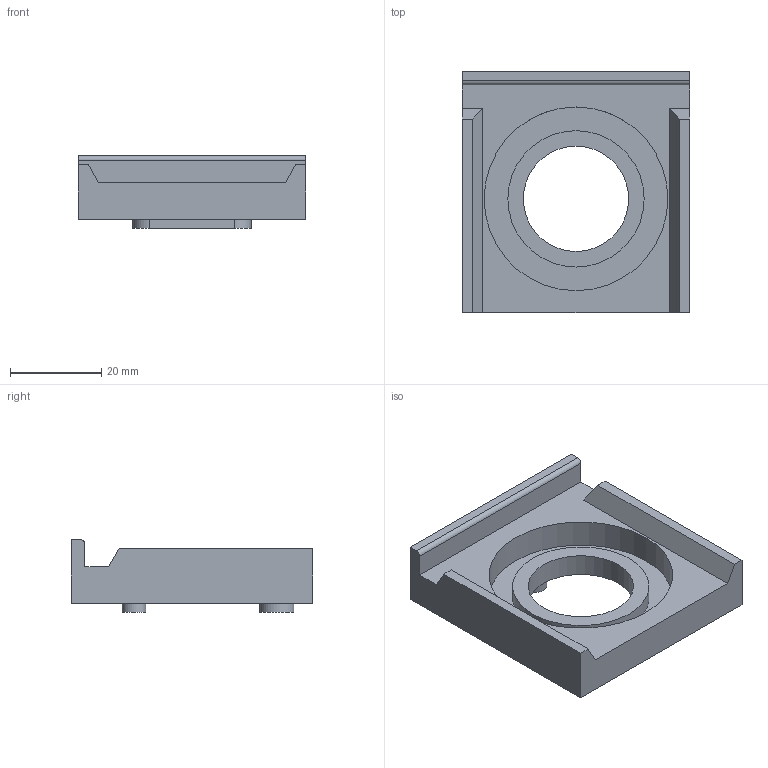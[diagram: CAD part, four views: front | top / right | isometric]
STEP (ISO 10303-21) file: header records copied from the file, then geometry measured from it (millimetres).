
FILE_DESCRIPTION(/* description */ (''),/* implementation_level */ '2;1');
FILE_NAME(/* name */ 'trackerside2023-11-16 v16.step',/* time_stamp */ '2023-11-21T11:47:45+08:00',/* author */ (''),/* organization */ (''),/* preprocessor_version */ 'ST-DEVELOPER v20',/* originating_system */ 'Autodesk Translation Framework v12.14.0.127',/* authorisation */ '');
FILE_SCHEMA (('AUTOMOTIVE_DESIGN { 1 0 10303 214 3 1 1 }'));
Length unit declared in the file: millimetre
Products named in the file (1): trackerside2023-11-16
Bounding box: 50 x 53 x 16 mm (x, y, z)
Volume: 15923.9 mm3; surface area: 8922.5 mm2
Topology: 1 solids, 1 shells, 27 faces, 63 edges, 42 vertices
Faces by surface type: plane 20, cylinder 7
Full cylindrical faces by diameter (mm): 5.2 x1, 23.1 x1, 29.9 x1, 40.3 x1
Entity records: 808 total; most frequent: DIRECTION 133, CARTESIAN_POINT 133, ORIENTED_EDGE 126, EDGE_CURVE 63, LINE 49, VECTOR 49, VERTEX_POINT 42, AXIS2_PLACEMENT_3D 42
